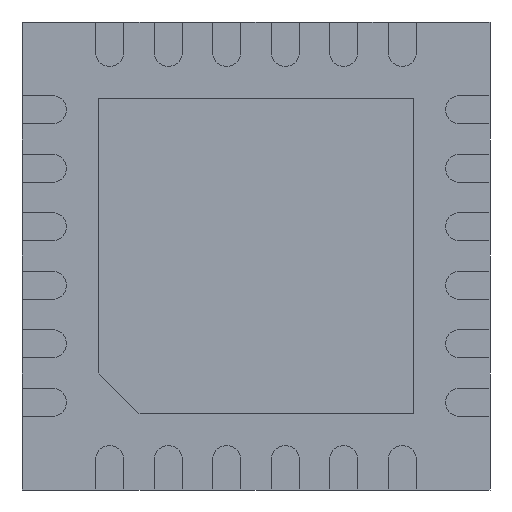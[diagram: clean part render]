
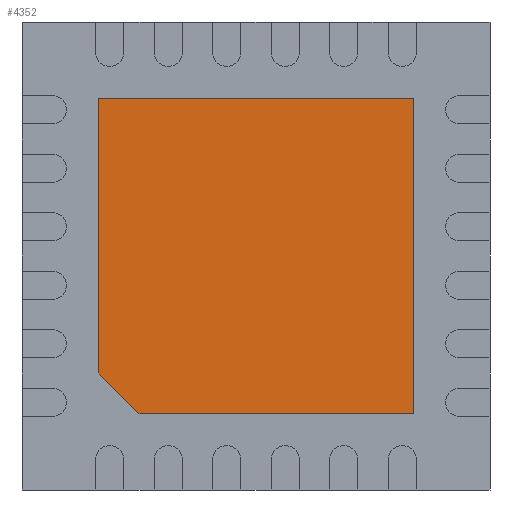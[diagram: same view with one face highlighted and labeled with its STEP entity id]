
A CAD part, front view. The second image highlights one B-rep face of the part: STEP entity #4352.
In plain terms, the highlighted planar face has unit normal (0, -1, 0).
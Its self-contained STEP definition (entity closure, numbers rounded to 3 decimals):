
#272=FACE_OUTER_BOUND('',#536,.T.);
#536=EDGE_LOOP('',(#3049,#3050,#3051,#3052,#3053));
#831=LINE('',#6437,#1355);
#834=LINE('',#6443,#1358);
#837=LINE('',#6449,#1361);
#840=LINE('',#6455,#1364);
#843=LINE('',#6459,#1367);
#1355=VECTOR('',#5181,1000.);
#1358=VECTOR('',#5186,1000.);
#1361=VECTOR('',#5191,1000.);
#1364=VECTOR('',#5196,1000.);
#1367=VECTOR('',#5201,1000.);
#1863=VERTEX_POINT('',#6434);
#1864=VERTEX_POINT('',#6436);
#1866=VERTEX_POINT('',#6442);
#1868=VERTEX_POINT('',#6448);
#1870=VERTEX_POINT('',#6454);
#2311=EDGE_CURVE('',#1864,#1863,#831,.T.);
#2314=EDGE_CURVE('',#1866,#1864,#834,.T.);
#2317=EDGE_CURVE('',#1868,#1866,#837,.T.);
#2320=EDGE_CURVE('',#1870,#1868,#840,.T.);
#2323=EDGE_CURVE('',#1863,#1870,#843,.T.);
#3049=ORIENTED_EDGE('',*,*,#2311,.T.);
#3050=ORIENTED_EDGE('',*,*,#2323,.T.);
#3051=ORIENTED_EDGE('',*,*,#2320,.T.);
#3052=ORIENTED_EDGE('',*,*,#2317,.T.);
#3053=ORIENTED_EDGE('',*,*,#2314,.T.);
#4130=PLANE('',#4672);
#4352=ADVANCED_FACE('',(#272),#4130,.T.);
#4672=AXIS2_PLACEMENT_3D('',#6460,#5202,#5203);
#5181=DIRECTION('',(0.,0.,-1.));
#5186=DIRECTION('',(-1.,0.,0.));
#5191=DIRECTION('',(0.,0.,1.));
#5196=DIRECTION('',(1.,0.,0.));
#5201=DIRECTION('',(0.707,0.,-0.707));
#5202=DIRECTION('center_axis',(0.,-1.,0.));
#5203=DIRECTION('ref_axis',(0.,0.,-1.));
#6434=CARTESIAN_POINT('',(-1.35,0.,-1.));
#6436=CARTESIAN_POINT('',(-1.35,0.,1.35));
#6437=CARTESIAN_POINT('',(-1.35,0.,-1.));
#6442=CARTESIAN_POINT('',(1.35,0.,1.35));
#6443=CARTESIAN_POINT('',(1.35,0.,1.35));
#6448=CARTESIAN_POINT('',(1.35,0.,-1.35));
#6449=CARTESIAN_POINT('',(1.35,0.,-1.35));
#6454=CARTESIAN_POINT('',(-1.,0.,-1.35));
#6455=CARTESIAN_POINT('',(1.35,0.,-1.35));
#6459=CARTESIAN_POINT('',(-1.,0.,-1.35));
#6460=CARTESIAN_POINT('Origin',(0.,0.,0.));
